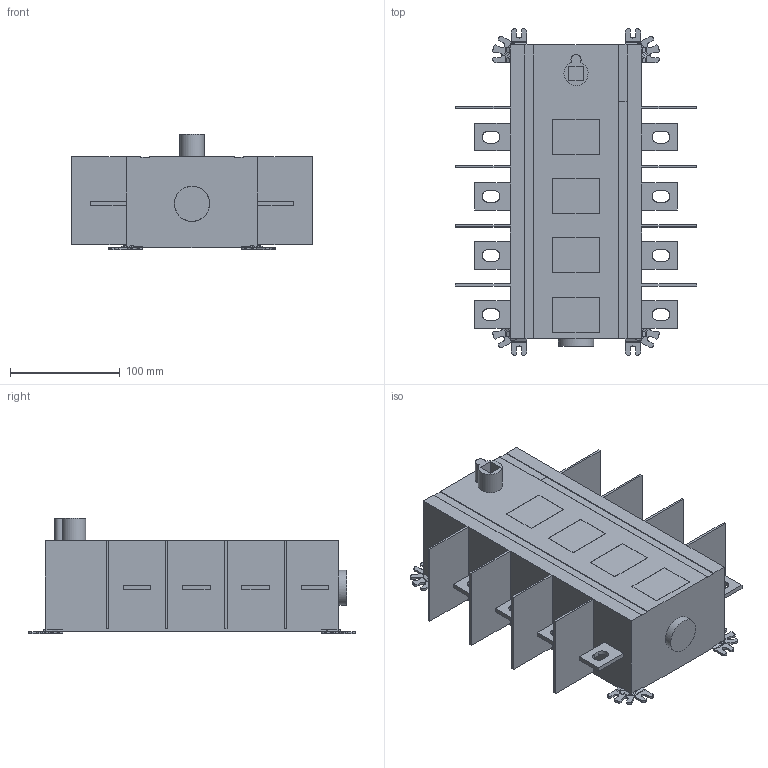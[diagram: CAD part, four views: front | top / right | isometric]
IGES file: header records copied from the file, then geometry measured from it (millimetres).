
Global section: file name: OT400U04.igs; preprocessor: I-DEAS 3D IGES Translator 11; date: 20080821.110135; units: millimetre
Bounding box: 220 x 298 x 105.5 mm (x, y, z)
Volume: 2765056.4 mm3; surface area: 217459.9 mm2
Topology: 1 solids, 1 shells, 426 faces, 1200 edges, 796 vertices
Faces by surface type: bspline 426
